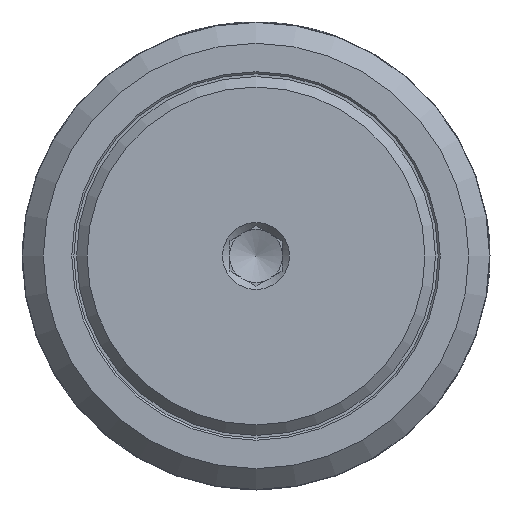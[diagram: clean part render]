
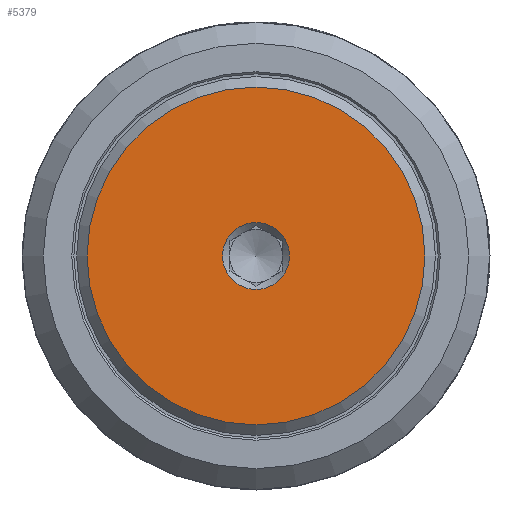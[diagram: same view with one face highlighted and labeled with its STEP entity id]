
A CAD part, left-side view. The second image highlights one B-rep face of the part: STEP entity #5379.
In plain terms, the highlighted planar face has unit normal (-1, 0, 0).
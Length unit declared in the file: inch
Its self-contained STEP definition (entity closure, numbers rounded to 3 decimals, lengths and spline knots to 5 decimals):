
#402=PLANE('',#5940);
#933=FACE_BOUND('',#2180,.T.);
#1250=CIRCLE('',#5939,0.08);
#1251=CIRCLE('',#5941,0.4035);
#1663=FACE_OUTER_BOUND('',#2179,.T.);
#2179=EDGE_LOOP('',(#4208));
#2180=EDGE_LOOP('',(#4209));
#2883=VERTEX_POINT('',#9333);
#2884=VERTEX_POINT('',#9336);
#3414=EDGE_CURVE('',#2883,#2883,#1250,.T.);
#3415=EDGE_CURVE('',#2884,#2884,#1251,.T.);
#4208=ORIENTED_EDGE('',*,*,#3415,.F.);
#4209=ORIENTED_EDGE('',*,*,#3414,.T.);
#5379=ADVANCED_FACE('',(#1663,#933),#402,.T.);
#5939=AXIS2_PLACEMENT_3D('',#9334,#7114,#7115);
#5940=AXIS2_PLACEMENT_3D('',#9335,#7116,#7117);
#5941=AXIS2_PLACEMENT_3D('',#9337,#7118,#7119);
#7114=DIRECTION('center_axis',(1.,0.,0.));
#7115=DIRECTION('ref_axis',(0.,1.,0.));
#7116=DIRECTION('center_axis',(-1.,0.,0.));
#7117=DIRECTION('ref_axis',(0.,0.,1.));
#7118=DIRECTION('center_axis',(1.,0.,0.));
#7119=DIRECTION('ref_axis',(0.,1.,0.));
#9333=CARTESIAN_POINT('',(0.,0.08,0.));
#9334=CARTESIAN_POINT('Origin',(0.,0.,0.));
#9335=CARTESIAN_POINT('Origin',(0.,0.24175,0.));
#9336=CARTESIAN_POINT('',(0.,0.4035,0.));
#9337=CARTESIAN_POINT('Origin',(0.,0.,0.));
